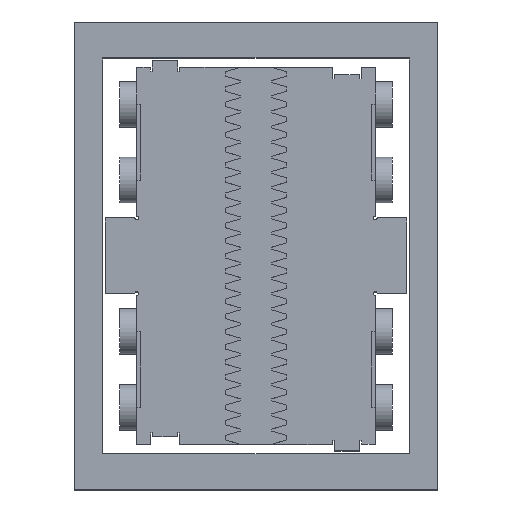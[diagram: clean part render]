
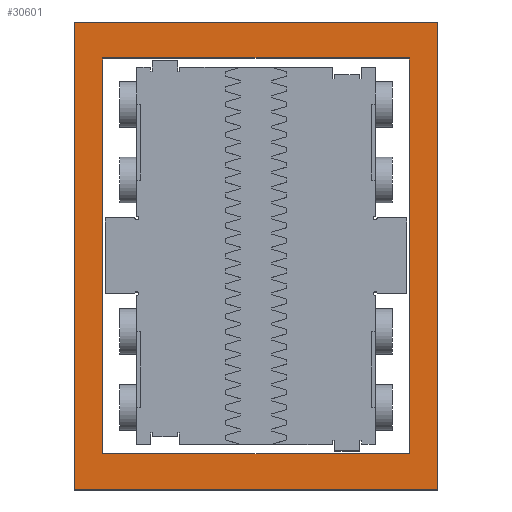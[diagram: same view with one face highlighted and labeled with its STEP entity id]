
A CAD part, top view. The second image highlights one B-rep face of the part: STEP entity #30601.
In plain terms, the highlighted planar face has unit normal (0, 0, 1).
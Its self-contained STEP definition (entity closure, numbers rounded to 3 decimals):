
#30601 = ADVANCED_FACE('',(#30602,#30721),#30616,.T.);
#30602 = FACE_BOUND('',#30603,.T.);
#30603 = EDGE_LOOP('',(#30604,#30639,#30667,#30695));
#30604 = ORIENTED_EDGE('',*,*,#30605,.T.);
#30605 = EDGE_CURVE('',#30606,#30608,#30610,.T.);
#30606 = VERTEX_POINT('',#30607);
#30607 = CARTESIAN_POINT('',(16.2,20.9,-4.2));
#30608 = VERTEX_POINT('',#30609);
#30609 = CARTESIAN_POINT('',(16.2,-20.9,-4.2));
#30610 = SURFACE_CURVE('',#30611,(#30615,#30627),.PCURVE_S1.);
#30611 = LINE('',#30612,#30613);
#30612 = CARTESIAN_POINT('',(16.2,20.9,-4.2));
#30613 = VECTOR('',#30614,1.);
#30614 = DIRECTION('',(0.,-1.,0.));
#30615 = PCURVE('',#30616,#30621);
#30616 = PLANE('',#30617);
#30617 = AXIS2_PLACEMENT_3D('',#30618,#30619,#30620);
#30618 = CARTESIAN_POINT('',(19.2,20.,-4.2));
#30619 = DIRECTION('',(0.,0.,1.));
#30620 = DIRECTION('',(0.,1.,0.));
#30621 = DEFINITIONAL_REPRESENTATION('',(#30622),#30626);
#30622 = LINE('',#30623,#30624);
#30623 = CARTESIAN_POINT('',(0.9,3.));
#30624 = VECTOR('',#30625,1.);
#30625 = DIRECTION('',(-1.,0.));
#30626 = ( GEOMETRIC_REPRESENTATION_CONTEXT(2) 
PARAMETRIC_REPRESENTATION_CONTEXT() REPRESENTATION_CONTEXT('2D SPACE',''
  ) );
#30627 = PCURVE('',#30628,#30633);
#30628 = PLANE('',#30629);
#30629 = AXIS2_PLACEMENT_3D('',#30630,#30631,#30632);
#30630 = CARTESIAN_POINT('',(16.2,20.,-6.6));
#30631 = DIRECTION('',(-1.,0.,0.));
#30632 = DIRECTION('',(0.,0.,1.));
#30633 = DEFINITIONAL_REPRESENTATION('',(#30634),#30638);
#30634 = LINE('',#30635,#30636);
#30635 = CARTESIAN_POINT('',(2.4,0.9));
#30636 = VECTOR('',#30637,1.);
#30637 = DIRECTION('',(0.,-1.));
#30638 = ( GEOMETRIC_REPRESENTATION_CONTEXT(2) 
PARAMETRIC_REPRESENTATION_CONTEXT() REPRESENTATION_CONTEXT('2D SPACE',''
  ) );
#30639 = ORIENTED_EDGE('',*,*,#30640,.F.);
#30640 = EDGE_CURVE('',#30641,#30608,#30643,.T.);
#30641 = VERTEX_POINT('',#30642);
#30642 = CARTESIAN_POINT('',(-16.2,-20.9,-4.2));
#30643 = SURFACE_CURVE('',#30644,(#30648,#30655),.PCURVE_S1.);
#30644 = LINE('',#30645,#30646);
#30645 = CARTESIAN_POINT('',(-16.2,-20.9,-4.2));
#30646 = VECTOR('',#30647,1.);
#30647 = DIRECTION('',(1.,0.,0.));
#30648 = PCURVE('',#30616,#30649);
#30649 = DEFINITIONAL_REPRESENTATION('',(#30650),#30654);
#30650 = LINE('',#30651,#30652);
#30651 = CARTESIAN_POINT('',(-40.9,35.4));
#30652 = VECTOR('',#30653,1.);
#30653 = DIRECTION('',(0.,-1.));
#30654 = ( GEOMETRIC_REPRESENTATION_CONTEXT(2) 
PARAMETRIC_REPRESENTATION_CONTEXT() REPRESENTATION_CONTEXT('2D SPACE',''
  ) );
#30655 = PCURVE('',#30656,#30661);
#30656 = PLANE('',#30657);
#30657 = AXIS2_PLACEMENT_3D('',#30658,#30659,#30660);
#30658 = CARTESIAN_POINT('',(-16.2,-20.9,-6.6));
#30659 = DIRECTION('',(0.,-1.,0.));
#30660 = DIRECTION('',(0.,0.,1.));
#30661 = DEFINITIONAL_REPRESENTATION('',(#30662),#30666);
#30662 = LINE('',#30663,#30664);
#30663 = CARTESIAN_POINT('',(2.4,0.));
#30664 = VECTOR('',#30665,1.);
#30665 = DIRECTION('',(0.,-1.));
#30666 = ( GEOMETRIC_REPRESENTATION_CONTEXT(2) 
PARAMETRIC_REPRESENTATION_CONTEXT() REPRESENTATION_CONTEXT('2D SPACE',''
  ) );
#30667 = ORIENTED_EDGE('',*,*,#30668,.T.);
#30668 = EDGE_CURVE('',#30641,#30669,#30671,.T.);
#30669 = VERTEX_POINT('',#30670);
#30670 = CARTESIAN_POINT('',(-16.2,20.9,-4.2));
#30671 = SURFACE_CURVE('',#30672,(#30676,#30683),.PCURVE_S1.);
#30672 = LINE('',#30673,#30674);
#30673 = CARTESIAN_POINT('',(-16.2,-20.9,-4.2));
#30674 = VECTOR('',#30675,1.);
#30675 = DIRECTION('',(0.,1.,0.));
#30676 = PCURVE('',#30616,#30677);
#30677 = DEFINITIONAL_REPRESENTATION('',(#30678),#30682);
#30678 = LINE('',#30679,#30680);
#30679 = CARTESIAN_POINT('',(-40.9,35.4));
#30680 = VECTOR('',#30681,1.);
#30681 = DIRECTION('',(1.,0.));
#30682 = ( GEOMETRIC_REPRESENTATION_CONTEXT(2) 
PARAMETRIC_REPRESENTATION_CONTEXT() REPRESENTATION_CONTEXT('2D SPACE',''
  ) );
#30683 = PCURVE('',#30684,#30689);
#30684 = PLANE('',#30685);
#30685 = AXIS2_PLACEMENT_3D('',#30686,#30687,#30688);
#30686 = CARTESIAN_POINT('',(-16.2,20.,-6.6));
#30687 = DIRECTION('',(-1.,0.,0.));
#30688 = DIRECTION('',(0.,0.,1.));
#30689 = DEFINITIONAL_REPRESENTATION('',(#30690),#30694);
#30690 = LINE('',#30691,#30692);
#30691 = CARTESIAN_POINT('',(2.4,-40.9));
#30692 = VECTOR('',#30693,1.);
#30693 = DIRECTION('',(0.,1.));
#30694 = ( GEOMETRIC_REPRESENTATION_CONTEXT(2) 
PARAMETRIC_REPRESENTATION_CONTEXT() REPRESENTATION_CONTEXT('2D SPACE',''
  ) );
#30695 = ORIENTED_EDGE('',*,*,#30696,.F.);
#30696 = EDGE_CURVE('',#30606,#30669,#30697,.T.);
#30697 = SURFACE_CURVE('',#30698,(#30702,#30709),.PCURVE_S1.);
#30698 = LINE('',#30699,#30700);
#30699 = CARTESIAN_POINT('',(16.2,20.9,-4.2));
#30700 = VECTOR('',#30701,1.);
#30701 = DIRECTION('',(-1.,0.,0.));
#30702 = PCURVE('',#30616,#30703);
#30703 = DEFINITIONAL_REPRESENTATION('',(#30704),#30708);
#30704 = LINE('',#30705,#30706);
#30705 = CARTESIAN_POINT('',(0.9,3.));
#30706 = VECTOR('',#30707,1.);
#30707 = DIRECTION('',(0.,1.));
#30708 = ( GEOMETRIC_REPRESENTATION_CONTEXT(2) 
PARAMETRIC_REPRESENTATION_CONTEXT() REPRESENTATION_CONTEXT('2D SPACE',''
  ) );
#30709 = PCURVE('',#30710,#30715);
#30710 = PLANE('',#30711);
#30711 = AXIS2_PLACEMENT_3D('',#30712,#30713,#30714);
#30712 = CARTESIAN_POINT('',(16.2,20.9,-6.6));
#30713 = DIRECTION('',(0.,1.,0.));
#30714 = DIRECTION('',(0.,0.,1.));
#30715 = DEFINITIONAL_REPRESENTATION('',(#30716),#30720);
#30716 = LINE('',#30717,#30718);
#30717 = CARTESIAN_POINT('',(2.4,0.));
#30718 = VECTOR('',#30719,1.);
#30719 = DIRECTION('',(0.,-1.));
#30720 = ( GEOMETRIC_REPRESENTATION_CONTEXT(2) 
PARAMETRIC_REPRESENTATION_CONTEXT() REPRESENTATION_CONTEXT('2D SPACE',''
  ) );
#30721 = FACE_BOUND('',#30722,.T.);
#30722 = EDGE_LOOP('',(#30723,#30753,#30781,#30809));
#30723 = ORIENTED_EDGE('',*,*,#30724,.T.);
#30724 = EDGE_CURVE('',#30725,#30727,#30729,.T.);
#30725 = VERTEX_POINT('',#30726);
#30726 = CARTESIAN_POINT('',(-19.2,24.7,-4.2));
#30727 = VERTEX_POINT('',#30728);
#30728 = CARTESIAN_POINT('',(-19.2,-24.7,-4.2));
#30729 = SURFACE_CURVE('',#30730,(#30734,#30741),.PCURVE_S1.);
#30730 = LINE('',#30731,#30732);
#30731 = CARTESIAN_POINT('',(-19.2,24.7,-4.2));
#30732 = VECTOR('',#30733,1.);
#30733 = DIRECTION('',(0.,-1.,0.));
#30734 = PCURVE('',#30616,#30735);
#30735 = DEFINITIONAL_REPRESENTATION('',(#30736),#30740);
#30736 = LINE('',#30737,#30738);
#30737 = CARTESIAN_POINT('',(4.7,38.4));
#30738 = VECTOR('',#30739,1.);
#30739 = DIRECTION('',(-1.,0.));
#30740 = ( GEOMETRIC_REPRESENTATION_CONTEXT(2) 
PARAMETRIC_REPRESENTATION_CONTEXT() REPRESENTATION_CONTEXT('2D SPACE',''
  ) );
#30741 = PCURVE('',#30742,#30747);
#30742 = PLANE('',#30743);
#30743 = AXIS2_PLACEMENT_3D('',#30744,#30745,#30746);
#30744 = CARTESIAN_POINT('',(-19.2,20.,-6.6));
#30745 = DIRECTION('',(-1.,0.,0.));
#30746 = DIRECTION('',(0.,0.,1.));
#30747 = DEFINITIONAL_REPRESENTATION('',(#30748),#30752);
#30748 = LINE('',#30749,#30750);
#30749 = CARTESIAN_POINT('',(2.4,4.7));
#30750 = VECTOR('',#30751,1.);
#30751 = DIRECTION('',(0.,-1.));
#30752 = ( GEOMETRIC_REPRESENTATION_CONTEXT(2) 
PARAMETRIC_REPRESENTATION_CONTEXT() REPRESENTATION_CONTEXT('2D SPACE',''
  ) );
#30753 = ORIENTED_EDGE('',*,*,#30754,.T.);
#30754 = EDGE_CURVE('',#30727,#30755,#30757,.T.);
#30755 = VERTEX_POINT('',#30756);
#30756 = CARTESIAN_POINT('',(19.2,-24.7,-4.2));
#30757 = SURFACE_CURVE('',#30758,(#30762,#30769),.PCURVE_S1.);
#30758 = LINE('',#30759,#30760);
#30759 = CARTESIAN_POINT('',(-19.2,-24.7,-4.2));
#30760 = VECTOR('',#30761,1.);
#30761 = DIRECTION('',(1.,0.,0.));
#30762 = PCURVE('',#30616,#30763);
#30763 = DEFINITIONAL_REPRESENTATION('',(#30764),#30768);
#30764 = LINE('',#30765,#30766);
#30765 = CARTESIAN_POINT('',(-44.7,38.4));
#30766 = VECTOR('',#30767,1.);
#30767 = DIRECTION('',(0.,-1.));
#30768 = ( GEOMETRIC_REPRESENTATION_CONTEXT(2) 
PARAMETRIC_REPRESENTATION_CONTEXT() REPRESENTATION_CONTEXT('2D SPACE',''
  ) );
#30769 = PCURVE('',#30770,#30775);
#30770 = PLANE('',#30771);
#30771 = AXIS2_PLACEMENT_3D('',#30772,#30773,#30774);
#30772 = CARTESIAN_POINT('',(-19.2,-24.7,-6.6));
#30773 = DIRECTION('',(0.,-1.,0.));
#30774 = DIRECTION('',(0.,0.,1.));
#30775 = DEFINITIONAL_REPRESENTATION('',(#30776),#30780);
#30776 = LINE('',#30777,#30778);
#30777 = CARTESIAN_POINT('',(2.4,0.));
#30778 = VECTOR('',#30779,1.);
#30779 = DIRECTION('',(0.,-1.));
#30780 = ( GEOMETRIC_REPRESENTATION_CONTEXT(2) 
PARAMETRIC_REPRESENTATION_CONTEXT() REPRESENTATION_CONTEXT('2D SPACE',''
  ) );
#30781 = ORIENTED_EDGE('',*,*,#30782,.T.);
#30782 = EDGE_CURVE('',#30755,#30783,#30785,.T.);
#30783 = VERTEX_POINT('',#30784);
#30784 = CARTESIAN_POINT('',(19.2,24.7,-4.2));
#30785 = SURFACE_CURVE('',#30786,(#30790,#30797),.PCURVE_S1.);
#30786 = LINE('',#30787,#30788);
#30787 = CARTESIAN_POINT('',(19.2,-24.7,-4.2));
#30788 = VECTOR('',#30789,1.);
#30789 = DIRECTION('',(0.,1.,0.));
#30790 = PCURVE('',#30616,#30791);
#30791 = DEFINITIONAL_REPRESENTATION('',(#30792),#30796);
#30792 = LINE('',#30793,#30794);
#30793 = CARTESIAN_POINT('',(-44.7,0.));
#30794 = VECTOR('',#30795,1.);
#30795 = DIRECTION('',(1.,0.));
#30796 = ( GEOMETRIC_REPRESENTATION_CONTEXT(2) 
PARAMETRIC_REPRESENTATION_CONTEXT() REPRESENTATION_CONTEXT('2D SPACE',''
  ) );
#30797 = PCURVE('',#30798,#30803);
#30798 = PLANE('',#30799);
#30799 = AXIS2_PLACEMENT_3D('',#30800,#30801,#30802);
#30800 = CARTESIAN_POINT('',(19.2,20.,-6.6));
#30801 = DIRECTION('',(-1.,0.,0.));
#30802 = DIRECTION('',(0.,0.,1.));
#30803 = DEFINITIONAL_REPRESENTATION('',(#30804),#30808);
#30804 = LINE('',#30805,#30806);
#30805 = CARTESIAN_POINT('',(2.4,-44.7));
#30806 = VECTOR('',#30807,1.);
#30807 = DIRECTION('',(0.,1.));
#30808 = ( GEOMETRIC_REPRESENTATION_CONTEXT(2) 
PARAMETRIC_REPRESENTATION_CONTEXT() REPRESENTATION_CONTEXT('2D SPACE',''
  ) );
#30809 = ORIENTED_EDGE('',*,*,#30810,.T.);
#30810 = EDGE_CURVE('',#30783,#30725,#30811,.T.);
#30811 = SURFACE_CURVE('',#30812,(#30816,#30823),.PCURVE_S1.);
#30812 = LINE('',#30813,#30814);
#30813 = CARTESIAN_POINT('',(19.2,24.7,-4.2));
#30814 = VECTOR('',#30815,1.);
#30815 = DIRECTION('',(-1.,0.,0.));
#30816 = PCURVE('',#30616,#30817);
#30817 = DEFINITIONAL_REPRESENTATION('',(#30818),#30822);
#30818 = LINE('',#30819,#30820);
#30819 = CARTESIAN_POINT('',(4.7,0.));
#30820 = VECTOR('',#30821,1.);
#30821 = DIRECTION('',(0.,1.));
#30822 = ( GEOMETRIC_REPRESENTATION_CONTEXT(2) 
PARAMETRIC_REPRESENTATION_CONTEXT() REPRESENTATION_CONTEXT('2D SPACE',''
  ) );
#30823 = PCURVE('',#30824,#30829);
#30824 = PLANE('',#30825);
#30825 = AXIS2_PLACEMENT_3D('',#30826,#30827,#30828);
#30826 = CARTESIAN_POINT('',(19.2,24.7,-6.6));
#30827 = DIRECTION('',(0.,1.,0.));
#30828 = DIRECTION('',(0.,0.,1.));
#30829 = DEFINITIONAL_REPRESENTATION('',(#30830),#30834);
#30830 = LINE('',#30831,#30832);
#30831 = CARTESIAN_POINT('',(2.4,0.));
#30832 = VECTOR('',#30833,1.);
#30833 = DIRECTION('',(0.,-1.));
#30834 = ( GEOMETRIC_REPRESENTATION_CONTEXT(2) 
PARAMETRIC_REPRESENTATION_CONTEXT() REPRESENTATION_CONTEXT('2D SPACE',''
  ) );
